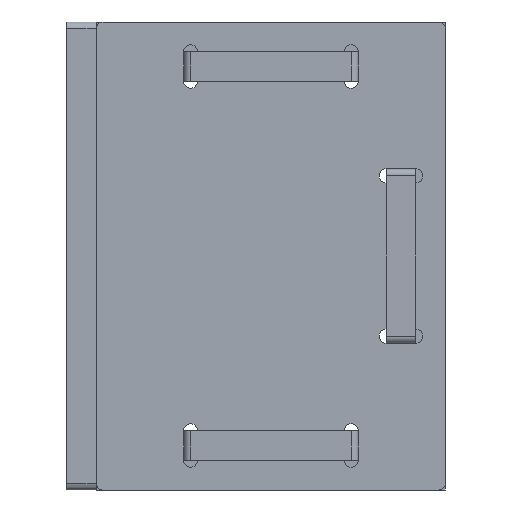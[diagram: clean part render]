
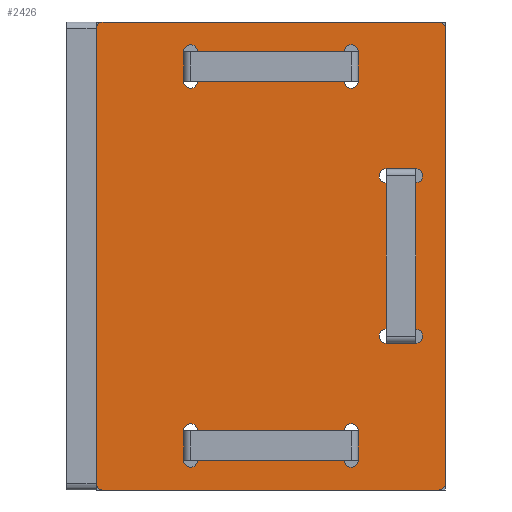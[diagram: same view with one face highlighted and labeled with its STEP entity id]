
A CAD part, left-side view. The second image highlights one B-rep face of the part: STEP entity #2426.
In plain terms, the highlighted planar face has unit normal (-1, 0, 0).
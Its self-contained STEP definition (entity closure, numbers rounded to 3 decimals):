
#35=FACE_BOUND('',#339,.T.);
#36=FACE_BOUND('',#340,.T.);
#37=FACE_BOUND('',#341,.T.);
#123=PLANE('',#2642);
#213=FACE_OUTER_BOUND('',#338,.T.);
#338=EDGE_LOOP('',(#1865,#1866,#1867,#1868,#1869,#1870,#1871,#1872));
#339=EDGE_LOOP('',(#1873,#1874,#1875,#1876,#1877,#1878,#1879,#1880));
#340=EDGE_LOOP('',(#1881,#1882,#1883,#1884,#1885,#1886,#1887,#1888));
#341=EDGE_LOOP('',(#1889,#1890,#1891,#1892,#1893,#1894,#1895,#1896));
#532=LINE('',#3802,#798);
#537=LINE('',#3817,#803);
#540=LINE('',#3823,#806);
#541=LINE('',#3827,#807);
#542=LINE('',#3832,#808);
#543=LINE('',#3836,#809);
#544=LINE('',#3840,#810);
#545=LINE('',#3844,#811);
#546=LINE('',#3848,#812);
#547=LINE('',#3852,#813);
#548=LINE('',#3856,#814);
#549=LINE('',#3860,#815);
#550=LINE('',#3864,#816);
#551=LINE('',#3868,#817);
#552=LINE('',#3872,#818);
#553=LINE('',#3876,#819);
#798=VECTOR('',#3035,10.);
#803=VECTOR('',#3048,10.);
#806=VECTOR('',#3053,10.);
#807=VECTOR('',#3056,10.);
#808=VECTOR('',#3061,10.);
#809=VECTOR('',#3064,10.);
#810=VECTOR('',#3067,10.);
#811=VECTOR('',#3070,10.);
#812=VECTOR('',#3073,10.);
#813=VECTOR('',#3076,10.);
#814=VECTOR('',#3079,10.);
#815=VECTOR('',#3082,10.);
#816=VECTOR('',#3085,10.);
#817=VECTOR('',#3088,10.);
#818=VECTOR('',#3091,10.);
#819=VECTOR('',#3094,10.);
#990=CIRCLE('',#2640,2.);
#991=CIRCLE('',#2643,2.);
#992=CIRCLE('',#2644,2.);
#993=CIRCLE('',#2645,2.);
#994=CIRCLE('',#2646,2.);
#995=CIRCLE('',#2647,2.);
#996=CIRCLE('',#2648,2.);
#997=CIRCLE('',#2649,2.);
#998=CIRCLE('',#2650,2.);
#999=CIRCLE('',#2651,2.);
#1000=CIRCLE('',#2652,2.);
#1001=CIRCLE('',#2653,2.);
#1002=CIRCLE('',#2654,2.);
#1003=CIRCLE('',#2655,2.);
#1004=CIRCLE('',#2656,2.);
#1005=CIRCLE('',#2657,2.);
#1134=VERTEX_POINT('',#3799);
#1135=VERTEX_POINT('',#3801);
#1139=VERTEX_POINT('',#3810);
#1140=VERTEX_POINT('',#3812);
#1141=VERTEX_POINT('',#3816);
#1143=VERTEX_POINT('',#3822);
#1144=VERTEX_POINT('',#3824);
#1145=VERTEX_POINT('',#3826);
#1146=VERTEX_POINT('',#3830);
#1147=VERTEX_POINT('',#3831);
#1148=VERTEX_POINT('',#3833);
#1149=VERTEX_POINT('',#3835);
#1150=VERTEX_POINT('',#3837);
#1151=VERTEX_POINT('',#3839);
#1152=VERTEX_POINT('',#3841);
#1153=VERTEX_POINT('',#3843);
#1154=VERTEX_POINT('',#3846);
#1155=VERTEX_POINT('',#3847);
#1156=VERTEX_POINT('',#3849);
#1157=VERTEX_POINT('',#3851);
#1158=VERTEX_POINT('',#3853);
#1159=VERTEX_POINT('',#3855);
#1160=VERTEX_POINT('',#3857);
#1161=VERTEX_POINT('',#3859);
#1162=VERTEX_POINT('',#3862);
#1163=VERTEX_POINT('',#3863);
#1164=VERTEX_POINT('',#3865);
#1165=VERTEX_POINT('',#3867);
#1166=VERTEX_POINT('',#3869);
#1167=VERTEX_POINT('',#3871);
#1168=VERTEX_POINT('',#3873);
#1169=VERTEX_POINT('',#3875);
#1402=EDGE_CURVE('',#1134,#1135,#532,.T.);
#1407=EDGE_CURVE('',#1139,#1140,#990,.T.);
#1409=EDGE_CURVE('',#1140,#1141,#537,.T.);
#1412=EDGE_CURVE('',#1143,#1139,#540,.T.);
#1413=EDGE_CURVE('',#1144,#1143,#991,.T.);
#1414=EDGE_CURVE('',#1145,#1144,#541,.T.);
#1415=EDGE_CURVE('',#1135,#1145,#992,.T.);
#1416=EDGE_CURVE('',#1141,#1134,#993,.T.);
#1417=EDGE_CURVE('',#1146,#1147,#542,.T.);
#1418=EDGE_CURVE('',#1147,#1148,#994,.T.);
#1419=EDGE_CURVE('',#1148,#1149,#543,.T.);
#1420=EDGE_CURVE('',#1149,#1150,#995,.T.);
#1421=EDGE_CURVE('',#1150,#1151,#544,.T.);
#1422=EDGE_CURVE('',#1151,#1152,#996,.T.);
#1423=EDGE_CURVE('',#1152,#1153,#545,.T.);
#1424=EDGE_CURVE('',#1153,#1146,#997,.T.);
#1425=EDGE_CURVE('',#1154,#1155,#546,.T.);
#1426=EDGE_CURVE('',#1155,#1156,#998,.T.);
#1427=EDGE_CURVE('',#1156,#1157,#547,.T.);
#1428=EDGE_CURVE('',#1157,#1158,#999,.T.);
#1429=EDGE_CURVE('',#1158,#1159,#548,.T.);
#1430=EDGE_CURVE('',#1159,#1160,#1000,.T.);
#1431=EDGE_CURVE('',#1160,#1161,#549,.T.);
#1432=EDGE_CURVE('',#1161,#1154,#1001,.T.);
#1433=EDGE_CURVE('',#1162,#1163,#550,.T.);
#1434=EDGE_CURVE('',#1163,#1164,#1002,.T.);
#1435=EDGE_CURVE('',#1164,#1165,#551,.T.);
#1436=EDGE_CURVE('',#1165,#1166,#1003,.T.);
#1437=EDGE_CURVE('',#1166,#1167,#552,.T.);
#1438=EDGE_CURVE('',#1167,#1168,#1004,.T.);
#1439=EDGE_CURVE('',#1168,#1169,#553,.T.);
#1440=EDGE_CURVE('',#1169,#1162,#1005,.T.);
#1865=ORIENTED_EDGE('',*,*,#1407,.F.);
#1866=ORIENTED_EDGE('',*,*,#1412,.F.);
#1867=ORIENTED_EDGE('',*,*,#1413,.F.);
#1868=ORIENTED_EDGE('',*,*,#1414,.F.);
#1869=ORIENTED_EDGE('',*,*,#1415,.F.);
#1870=ORIENTED_EDGE('',*,*,#1402,.F.);
#1871=ORIENTED_EDGE('',*,*,#1416,.F.);
#1872=ORIENTED_EDGE('',*,*,#1409,.F.);
#1873=ORIENTED_EDGE('',*,*,#1417,.T.);
#1874=ORIENTED_EDGE('',*,*,#1418,.T.);
#1875=ORIENTED_EDGE('',*,*,#1419,.T.);
#1876=ORIENTED_EDGE('',*,*,#1420,.T.);
#1877=ORIENTED_EDGE('',*,*,#1421,.T.);
#1878=ORIENTED_EDGE('',*,*,#1422,.T.);
#1879=ORIENTED_EDGE('',*,*,#1423,.T.);
#1880=ORIENTED_EDGE('',*,*,#1424,.T.);
#1881=ORIENTED_EDGE('',*,*,#1425,.T.);
#1882=ORIENTED_EDGE('',*,*,#1426,.T.);
#1883=ORIENTED_EDGE('',*,*,#1427,.T.);
#1884=ORIENTED_EDGE('',*,*,#1428,.T.);
#1885=ORIENTED_EDGE('',*,*,#1429,.T.);
#1886=ORIENTED_EDGE('',*,*,#1430,.T.);
#1887=ORIENTED_EDGE('',*,*,#1431,.T.);
#1888=ORIENTED_EDGE('',*,*,#1432,.T.);
#1889=ORIENTED_EDGE('',*,*,#1433,.T.);
#1890=ORIENTED_EDGE('',*,*,#1434,.T.);
#1891=ORIENTED_EDGE('',*,*,#1435,.T.);
#1892=ORIENTED_EDGE('',*,*,#1436,.T.);
#1893=ORIENTED_EDGE('',*,*,#1437,.T.);
#1894=ORIENTED_EDGE('',*,*,#1438,.T.);
#1895=ORIENTED_EDGE('',*,*,#1439,.T.);
#1896=ORIENTED_EDGE('',*,*,#1440,.T.);
#2426=ADVANCED_FACE('',(#213,#35,#36,#37),#123,.F.);
#2640=AXIS2_PLACEMENT_3D('',#3813,#3043,#3044);
#2642=AXIS2_PLACEMENT_3D('',#3821,#3051,#3052);
#2643=AXIS2_PLACEMENT_3D('',#3825,#3054,#3055);
#2644=AXIS2_PLACEMENT_3D('',#3828,#3057,#3058);
#2645=AXIS2_PLACEMENT_3D('',#3829,#3059,#3060);
#2646=AXIS2_PLACEMENT_3D('',#3834,#3062,#3063);
#2647=AXIS2_PLACEMENT_3D('',#3838,#3065,#3066);
#2648=AXIS2_PLACEMENT_3D('',#3842,#3068,#3069);
#2649=AXIS2_PLACEMENT_3D('',#3845,#3071,#3072);
#2650=AXIS2_PLACEMENT_3D('',#3850,#3074,#3075);
#2651=AXIS2_PLACEMENT_3D('',#3854,#3077,#3078);
#2652=AXIS2_PLACEMENT_3D('',#3858,#3080,#3081);
#2653=AXIS2_PLACEMENT_3D('',#3861,#3083,#3084);
#2654=AXIS2_PLACEMENT_3D('',#3866,#3086,#3087);
#2655=AXIS2_PLACEMENT_3D('',#3870,#3089,#3090);
#2656=AXIS2_PLACEMENT_3D('',#3874,#3092,#3093);
#2657=AXIS2_PLACEMENT_3D('',#3877,#3095,#3096);
#3035=DIRECTION('',(0.,0.,1.));
#3043=DIRECTION('center_axis',(1.,0.,0.));
#3044=DIRECTION('ref_axis',(0.,-0.707,-0.707));
#3048=DIRECTION('',(0.,1.,0.));
#3051=DIRECTION('center_axis',(1.,0.,0.));
#3052=DIRECTION('ref_axis',(0.,0.,-1.));
#3053=DIRECTION('',(0.,0.,-1.));
#3054=DIRECTION('center_axis',(1.,0.,0.));
#3055=DIRECTION('ref_axis',(0.,-0.707,0.707));
#3056=DIRECTION('',(0.,-1.,0.));
#3057=DIRECTION('center_axis',(1.,0.,0.));
#3058=DIRECTION('ref_axis',(0.,0.707,0.707));
#3059=DIRECTION('center_axis',(1.,0.,0.));
#3060=DIRECTION('ref_axis',(0.,0.707,-0.707));
#3061=DIRECTION('',(0.,-1.,0.));
#3062=DIRECTION('center_axis',(1.,0.,0.));
#3063=DIRECTION('ref_axis',(0.,0.,1.));
#3064=DIRECTION('',(0.,0.,-1.));
#3065=DIRECTION('center_axis',(1.,0.,0.));
#3066=DIRECTION('ref_axis',(0.,0.,1.));
#3067=DIRECTION('',(0.,1.,0.));
#3068=DIRECTION('center_axis',(1.,0.,0.));
#3069=DIRECTION('ref_axis',(0.,0.,-1.));
#3070=DIRECTION('',(0.,0.,1.));
#3071=DIRECTION('center_axis',(1.,0.,0.));
#3072=DIRECTION('ref_axis',(0.,0.,-1.));
#3073=DIRECTION('',(0.,1.,0.));
#3074=DIRECTION('center_axis',(1.,0.,0.));
#3075=DIRECTION('ref_axis',(0.,1.,0.));
#3076=DIRECTION('',(0.,0.,1.));
#3077=DIRECTION('center_axis',(1.,0.,0.));
#3078=DIRECTION('ref_axis',(0.,-1.,0.));
#3079=DIRECTION('',(0.,-1.,0.));
#3080=DIRECTION('center_axis',(1.,0.,0.));
#3081=DIRECTION('ref_axis',(0.,-1.,0.));
#3082=DIRECTION('',(0.,0.,-1.));
#3083=DIRECTION('center_axis',(1.,0.,0.));
#3084=DIRECTION('ref_axis',(0.,1.,0.));
#3085=DIRECTION('',(0.,0.,1.));
#3086=DIRECTION('center_axis',(1.,0.,0.));
#3087=DIRECTION('ref_axis',(0.,1.,0.));
#3088=DIRECTION('',(0.,-1.,0.));
#3089=DIRECTION('center_axis',(1.,0.,0.));
#3090=DIRECTION('ref_axis',(0.,1.,0.));
#3091=DIRECTION('',(0.,0.,-1.));
#3092=DIRECTION('center_axis',(1.,0.,0.));
#3093=DIRECTION('ref_axis',(0.,-1.,0.));
#3094=DIRECTION('',(0.,1.,0.));
#3095=DIRECTION('center_axis',(1.,0.,0.));
#3096=DIRECTION('ref_axis',(0.,-1.,0.));
#3799=CARTESIAN_POINT('',(0.,50.,-65.));
#3801=CARTESIAN_POINT('',(0.,50.,65.));
#3802=CARTESIAN_POINT('',(0.,50.,-67.));
#3810=CARTESIAN_POINT('',(0.,-50.,-65.));
#3812=CARTESIAN_POINT('',(0.,-48.,-67.));
#3813=CARTESIAN_POINT('Origin',(0.,-48.,-65.));
#3816=CARTESIAN_POINT('',(0.,48.,-67.));
#3817=CARTESIAN_POINT('',(0.,-50.,-67.));
#3821=CARTESIAN_POINT('Origin',(0.,0.,0.));
#3822=CARTESIAN_POINT('',(0.,-50.,65.));
#3823=CARTESIAN_POINT('',(0.,-50.,67.));
#3824=CARTESIAN_POINT('',(0.,-48.,67.));
#3825=CARTESIAN_POINT('Origin',(0.,-48.,65.));
#3826=CARTESIAN_POINT('',(0.,48.,67.));
#3827=CARTESIAN_POINT('',(0.,50.,67.));
#3828=CARTESIAN_POINT('Origin',(0.,48.,65.));
#3829=CARTESIAN_POINT('Origin',(0.,48.,-65.));
#3830=CARTESIAN_POINT('',(0.,-33.,25.));
#3831=CARTESIAN_POINT('',(0.,-41.5,25.));
#3832=CARTESIAN_POINT('',(0.,-20.75,25.));
#3833=CARTESIAN_POINT('',(0.,-41.5,21.));
#3834=CARTESIAN_POINT('Origin',(0.,-41.5,23.));
#3835=CARTESIAN_POINT('',(0.,-41.5,-21.));
#3836=CARTESIAN_POINT('',(0.,-41.5,-12.5));
#3837=CARTESIAN_POINT('',(0.,-41.5,-25.));
#3838=CARTESIAN_POINT('Origin',(0.,-41.5,-23.));
#3839=CARTESIAN_POINT('',(0.,-33.,-25.));
#3840=CARTESIAN_POINT('',(0.,-16.5,-25.));
#3841=CARTESIAN_POINT('',(0.,-33.,-21.));
#3842=CARTESIAN_POINT('Origin',(0.,-33.,-23.));
#3843=CARTESIAN_POINT('',(0.,-33.,21.));
#3844=CARTESIAN_POINT('',(0.,-33.,12.5));
#3845=CARTESIAN_POINT('Origin',(0.,-33.,23.));
#3846=CARTESIAN_POINT('',(0.,-21.,-58.5));
#3847=CARTESIAN_POINT('',(0.,21.,-58.5));
#3848=CARTESIAN_POINT('',(0.,-12.5,-58.5));
#3849=CARTESIAN_POINT('',(0.,25.,-58.5));
#3850=CARTESIAN_POINT('Origin',(0.,23.,-58.5));
#3851=CARTESIAN_POINT('',(0.,25.,-50.));
#3852=CARTESIAN_POINT('',(0.,25.,-29.25));
#3853=CARTESIAN_POINT('',(0.,21.,-50.));
#3854=CARTESIAN_POINT('Origin',(0.,23.,-50.));
#3855=CARTESIAN_POINT('',(0.,-21.,-50.));
#3856=CARTESIAN_POINT('',(0.,12.5,-50.));
#3857=CARTESIAN_POINT('',(0.,-25.,-50.));
#3858=CARTESIAN_POINT('Origin',(0.,-23.,-50.));
#3859=CARTESIAN_POINT('',(0.,-25.,-58.5));
#3860=CARTESIAN_POINT('',(0.,-25.,-25.));
#3861=CARTESIAN_POINT('Origin',(0.,-23.,-58.5));
#3862=CARTESIAN_POINT('',(0.,25.,50.));
#3863=CARTESIAN_POINT('',(0.,25.,58.5));
#3864=CARTESIAN_POINT('',(0.,25.,29.25));
#3865=CARTESIAN_POINT('',(0.,21.,58.5));
#3866=CARTESIAN_POINT('Origin',(0.,23.,58.5));
#3867=CARTESIAN_POINT('',(0.,-21.,58.5));
#3868=CARTESIAN_POINT('',(0.,-12.5,58.5));
#3869=CARTESIAN_POINT('',(0.,-25.,58.5));
#3870=CARTESIAN_POINT('Origin',(0.,-23.,58.5));
#3871=CARTESIAN_POINT('',(0.,-25.,50.));
#3872=CARTESIAN_POINT('',(0.,-25.,25.));
#3873=CARTESIAN_POINT('',(0.,-21.,50.));
#3874=CARTESIAN_POINT('Origin',(0.,-23.,50.));
#3875=CARTESIAN_POINT('',(0.,21.,50.));
#3876=CARTESIAN_POINT('',(0.,12.5,50.));
#3877=CARTESIAN_POINT('Origin',(0.,23.,50.));
